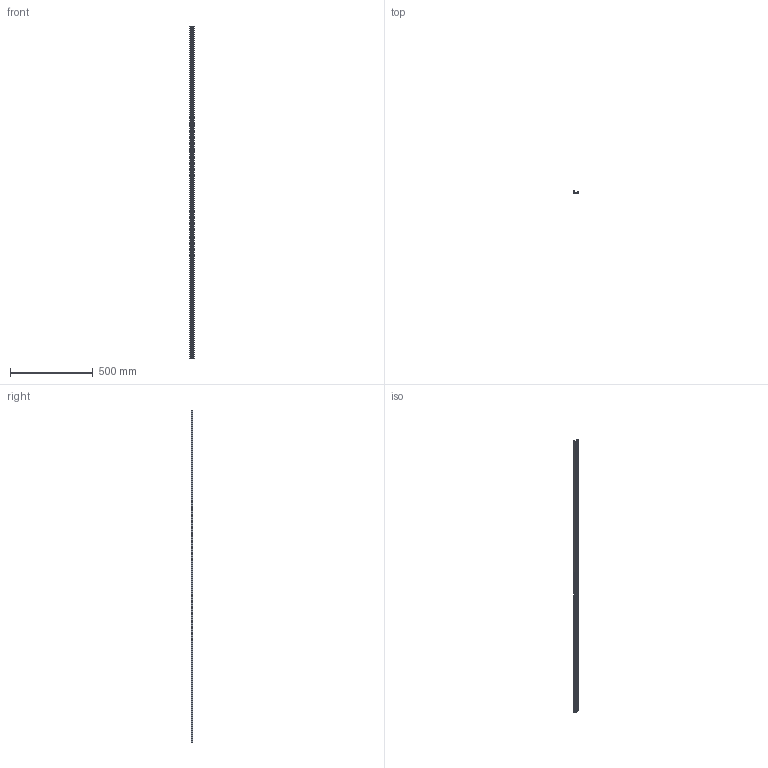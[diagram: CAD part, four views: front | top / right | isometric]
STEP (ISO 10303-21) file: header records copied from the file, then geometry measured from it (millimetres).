
FILE_DESCRIPTION((''),'2;1');
FILE_NAME('00110102210','2019-11-29T',('presta_be4'),(''),'CREO PARAMETRIC BY PTC INC, 2018360','CREO PARAMETRIC BY PTC INC, 2018360','');
FILE_SCHEMA(('CONFIG_CONTROL_DESIGN'));
Products named in the file (1): 00110102210
Bounding box: 27.42 x 10.82 x 2000.02 mm (x, y, z)
Volume: 98341.2 mm3; surface area: 175952.9 mm2
Topology: 1 solids, 1 shells, 2422 faces, 7260 edges, 4840 vertices
Faces by surface type: plane 1222, cylinder 1200
Entity records: 84714 total; most frequent: CARTESIAN_POINT 14522, ORIENTED_EDGE 14520, DIRECTION 14504, EDGE_CURVE 7260, VECTOR 4860, LINE 4860, VERTEX_POINT 4840, AXIS2_PLACEMENT_3D 4822
